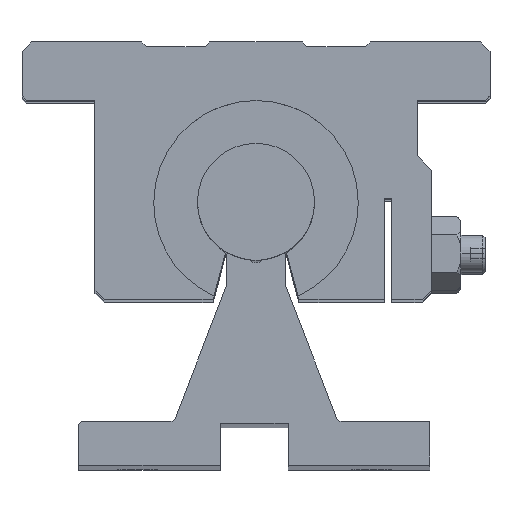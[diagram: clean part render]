
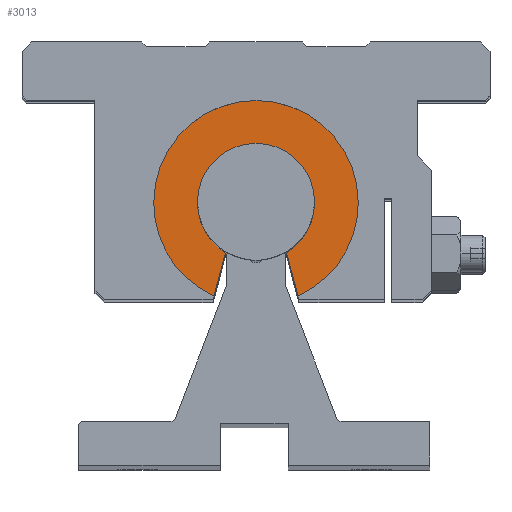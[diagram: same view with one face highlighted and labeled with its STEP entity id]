
A CAD part, top view. The second image highlights one B-rep face of the part: STEP entity #3013.
In plain terms, the highlighted planar face has unit normal (0, 0, 1).
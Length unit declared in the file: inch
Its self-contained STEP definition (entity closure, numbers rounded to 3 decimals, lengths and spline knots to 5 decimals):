
#17 = DIRECTION ( 'NONE',  ( 1., 0., 0. ) ) ;
#28 = DIRECTION ( 'NONE',  ( 1., 0., 0. ) ) ;
#75 = EDGE_LOOP ( 'NONE', ( #1012, #1694, #1681, #523, #2190, #1109, #2100, #645 ) ) ;
#103 = CARTESIAN_POINT ( 'NONE',  ( -0.25, 0., -0.15 ) ) ;
#249 = CARTESIAN_POINT ( 'NONE',  ( 0.12997, -0.21356, -0.15 ) ) ;
#523 = ORIENTED_EDGE ( 'NONE', *, *, #2427, .T. ) ;
#559 = DIRECTION ( 'NONE',  ( 1., 0., 0. ) ) ;
#596 = AXIS2_PLACEMENT_3D ( 'NONE', #2663, #3656, #2287 ) ;
#618 = CARTESIAN_POINT ( 'NONE',  ( 0., 0., -0.15 ) ) ;
#645 = ORIENTED_EDGE ( 'NONE', *, *, #2730, .T. ) ;
#801 = VERTEX_POINT ( 'NONE', #4050 ) ;
#840 = DIRECTION ( 'NONE',  ( 1., 0., 0. ) ) ;
#948 = EDGE_CURVE ( 'NONE', #2117, #1080, #2157, .T. ) ;
#989 = CARTESIAN_POINT ( 'NONE',  ( 0.17955, -0.39842, -0.15 ) ) ;
#1012 = ORIENTED_EDGE ( 'NONE', *, *, #3096, .T. ) ;
#1080 = VERTEX_POINT ( 'NONE', #1578 ) ;
#1109 = ORIENTED_EDGE ( 'NONE', *, *, #948, .T. ) ;
#1177 = CIRCLE ( 'NONE', #3774, 0.43701 ) ;
#1370 = VERTEX_POINT ( 'NONE', #3781 ) ;
#1406 = DIRECTION ( 'NONE',  ( 0., 0., -1. ) ) ;
#1543 = CARTESIAN_POINT ( 'NONE',  ( 0., 0., -0.15 ) ) ;
#1578 = CARTESIAN_POINT ( 'NONE',  ( 0.25, 0., -0.15 ) ) ;
#1633 = DIRECTION ( 'NONE',  ( 1., 0., 0. ) ) ;
#1681 = ORIENTED_EDGE ( 'NONE', *, *, #3646, .T. ) ;
#1689 = CARTESIAN_POINT ( 'NONE',  ( 0., 0., -0.15 ) ) ;
#1691 = DIRECTION ( 'NONE',  ( 0.259, -0.966, 0. ) ) ;
#1694 = ORIENTED_EDGE ( 'NONE', *, *, #3375, .T. ) ;
#1947 = CIRCLE ( 'NONE', #2372, 0.43701 ) ;
#2024 = LINE ( 'NONE', #3368, #3070 ) ;
#2040 = AXIS2_PLACEMENT_3D ( 'NONE', #3419, #3755, #17 ) ;
#2100 = ORIENTED_EDGE ( 'NONE', *, *, #4368, .T. ) ;
#2117 = VERTEX_POINT ( 'NONE', #103 ) ;
#2126 = CARTESIAN_POINT ( 'NONE',  ( 0., 0., -0.15 ) ) ;
#2157 = CIRCLE ( 'NONE', #4331, 0.25 ) ;
#2190 = ORIENTED_EDGE ( 'NONE', *, *, #4255, .T. ) ;
#2224 = PLANE ( 'NONE',  #596 ) ;
#2287 = DIRECTION ( 'NONE',  ( 1., 0., 0. ) ) ;
#2325 = AXIS2_PLACEMENT_3D ( 'NONE', #618, #2681, #1633 ) ;
#2372 = AXIS2_PLACEMENT_3D ( 'NONE', #1689, #3366, #3433 ) ;
#2427 = EDGE_CURVE ( 'NONE', #1370, #3337, #4206, .T. ) ;
#2540 = CARTESIAN_POINT ( 'NONE',  ( 0., 0., -0.15 ) ) ;
#2663 = CARTESIAN_POINT ( 'NONE',  ( -0.44225, -0.40344, -0.15 ) ) ;
#2681 = DIRECTION ( 'NONE',  ( 0., 0., -1. ) ) ;
#2730 = EDGE_CURVE ( 'NONE', #3058, #3326, #2024, .T. ) ;
#2800 = CARTESIAN_POINT ( 'NONE',  ( -0.17955, -0.39842, -0.15 ) ) ;
#3013 = ADVANCED_FACE ( 'NONE', ( #3270 ), #2224, .T. ) ;
#3058 = VERTEX_POINT ( 'NONE', #249 ) ;
#3067 = VERTEX_POINT ( 'NONE', #3298 ) ;
#3070 = VECTOR ( 'NONE', #1691, 39.37008 ) ;
#3096 = EDGE_CURVE ( 'NONE', #3326, #801, #1177, .T. ) ;
#3270 = FACE_OUTER_BOUND ( 'NONE', #75, .T. ) ;
#3298 = CARTESIAN_POINT ( 'NONE',  ( -0.43701, 0., -0.15 ) ) ;
#3325 = AXIS2_PLACEMENT_3D ( 'NONE', #2540, #3882, #559 ) ;
#3326 = VERTEX_POINT ( 'NONE', #989 ) ;
#3337 = VERTEX_POINT ( 'NONE', #3742 ) ;
#3366 = DIRECTION ( 'NONE',  ( 0., 0., 1. ) ) ;
#3368 = CARTESIAN_POINT ( 'NONE',  ( 0.12997, -0.21356, -0.15 ) ) ;
#3375 = EDGE_CURVE ( 'NONE', #801, #3067, #1947, .T. ) ;
#3419 = CARTESIAN_POINT ( 'NONE',  ( 0., 0., -0.15 ) ) ;
#3433 = DIRECTION ( 'NONE',  ( 1., 0., 0. ) ) ;
#3646 = EDGE_CURVE ( 'NONE', #3067, #1370, #3684, .T. ) ;
#3656 = DIRECTION ( 'NONE',  ( 0., 0., 1. ) ) ;
#3684 = CIRCLE ( 'NONE', #3325, 0.43701 ) ;
#3721 = VECTOR ( 'NONE', #4135, 39.37008 ) ;
#3742 = CARTESIAN_POINT ( 'NONE',  ( -0.12997, -0.21356, -0.15 ) ) ;
#3755 = DIRECTION ( 'NONE',  ( 0., 0., -1. ) ) ;
#3774 = AXIS2_PLACEMENT_3D ( 'NONE', #1543, #3791, #840 ) ;
#3781 = CARTESIAN_POINT ( 'NONE',  ( -0.17955, -0.39842, -0.15 ) ) ;
#3791 = DIRECTION ( 'NONE',  ( 0., 0., 1. ) ) ;
#3881 = CIRCLE ( 'NONE', #2325, 0.25 ) ;
#3882 = DIRECTION ( 'NONE',  ( 0., 0., 1. ) ) ;
#3947 = CIRCLE ( 'NONE', #2040, 0.25 ) ;
#4050 = CARTESIAN_POINT ( 'NONE',  ( 0.43701, 0., -0.15 ) ) ;
#4135 = DIRECTION ( 'NONE',  ( 0.259, 0.966, 0. ) ) ;
#4206 = LINE ( 'NONE', #2800, #3721 ) ;
#4255 = EDGE_CURVE ( 'NONE', #3337, #2117, #3881, .T. ) ;
#4331 = AXIS2_PLACEMENT_3D ( 'NONE', #2126, #1406, #28 ) ;
#4368 = EDGE_CURVE ( 'NONE', #1080, #3058, #3947, .T. ) ;
